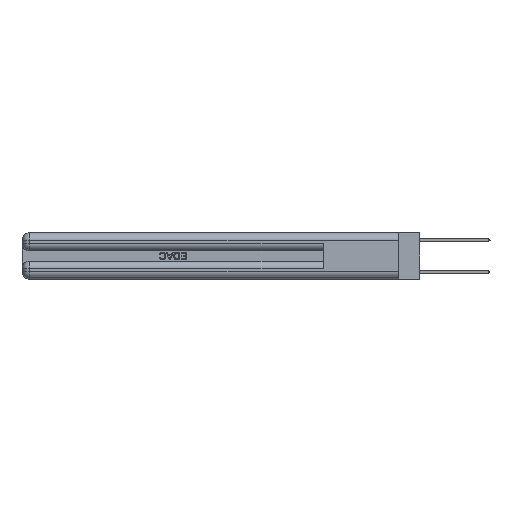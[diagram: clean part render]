
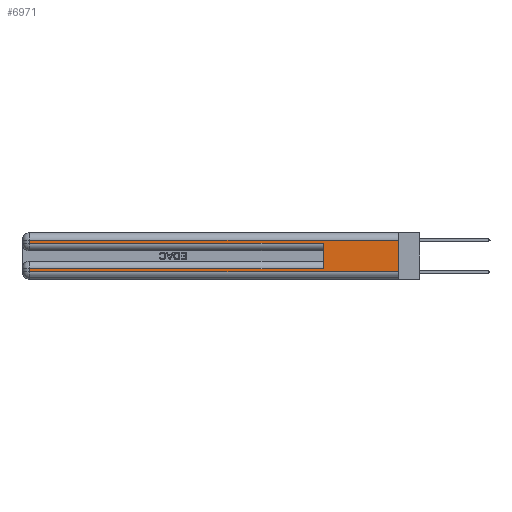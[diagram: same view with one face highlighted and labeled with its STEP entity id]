
A CAD part, left-side view. The second image highlights one B-rep face of the part: STEP entity #6971.
In plain terms, the highlighted planar face has unit normal (-1, 0, 0).
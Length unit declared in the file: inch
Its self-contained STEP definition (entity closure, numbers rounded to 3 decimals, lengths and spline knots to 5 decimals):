
#1077 = DIRECTION ( 'NONE',  ( 0., 0., -1. ) ) ;
#1375 = VECTOR ( 'NONE', #1077, 39.37008 ) ;
#1393 = EDGE_CURVE ( 'NONE', #16468, #15995, #9998, .T. ) ;
#1409 = VECTOR ( 'NONE', #14016, 39.37008 ) ;
#1770 = VERTEX_POINT ( 'NONE', #7190 ) ;
#2309 = DIRECTION ( 'NONE',  ( 0., -1., 0. ) ) ;
#2413 = EDGE_CURVE ( 'NONE', #2460, #25189, #9930, .T. ) ;
#2460 = VERTEX_POINT ( 'NONE', #18342 ) ;
#3346 = EDGE_CURVE ( 'NONE', #23119, #25189, #28984, .T. ) ;
#3749 = ORIENTED_EDGE ( 'NONE', *, *, #3346, .F. ) ;
#4141 = CARTESIAN_POINT ( 'NONE',  ( 0., 2.94, 0.085 ) ) ;
#5510 = PLANE ( 'NONE',  #9398 ) ;
#5686 = CARTESIAN_POINT ( 'NONE',  ( 0., 0.6, 0.145 ) ) ;
#6971 = ADVANCED_FACE ( 'NONE', ( #22022 ), #5510, .F. ) ;
#7190 = CARTESIAN_POINT ( 'NONE',  ( 0., 0., 0.06 ) ) ;
#7278 = CARTESIAN_POINT ( 'NONE',  ( 0., 0., 0.285 ) ) ;
#7904 = ORIENTED_EDGE ( 'NONE', *, *, #34752, .T. ) ;
#8467 = CARTESIAN_POINT ( 'NONE',  ( 0., 0., 0.085 ) ) ;
#8900 = DIRECTION ( 'NONE',  ( 0., 1., 0. ) ) ;
#9398 = AXIS2_PLACEMENT_3D ( 'NONE', #24306, #24190, #27005 ) ;
#9481 = ORIENTED_EDGE ( 'NONE', *, *, #20863, .T. ) ;
#9930 = LINE ( 'NONE', #7278, #13912 ) ;
#9998 = LINE ( 'NONE', #11100, #23429 ) ;
#10184 = EDGE_CURVE ( 'NONE', #23119, #16468, #22890, .T. ) ;
#10499 = CARTESIAN_POINT ( 'NONE',  ( 0., 0., 0.37 ) ) ;
#11100 = CARTESIAN_POINT ( 'NONE',  ( 0., 2.94, 0.37 ) ) ;
#11909 = LINE ( 'NONE', #10499, #31646 ) ;
#13835 = ORIENTED_EDGE ( 'NONE', *, *, #10184, .T. ) ;
#13912 = VECTOR ( 'NONE', #20833, 39.37008 ) ;
#14016 = DIRECTION ( 'NONE',  ( 0., 1., 0. ) ) ;
#14863 = VECTOR ( 'NONE', #8900, 39.37008 ) ;
#15372 = ORIENTED_EDGE ( 'NONE', *, *, #1393, .T. ) ;
#15995 = VERTEX_POINT ( 'NONE', #31401 ) ;
#16153 = CARTESIAN_POINT ( 'NONE',  ( 0., 0., 0.31 ) ) ;
#16468 = VERTEX_POINT ( 'NONE', #4141 ) ;
#16516 = DIRECTION ( 'NONE',  ( 0., 0., -1. ) ) ;
#17155 = CARTESIAN_POINT ( 'NONE',  ( 0., 0.6, 0.085 ) ) ;
#18114 = ORIENTED_EDGE ( 'NONE', *, *, #21917, .F. ) ;
#18342 = CARTESIAN_POINT ( 'NONE',  ( 0., 2.94, 0.285 ) ) ;
#19681 = EDGE_LOOP ( 'NONE', ( #18114, #9481, #26260, #21242, #3749, #13835, #15372, #7904 ) ) ;
#19756 = VECTOR ( 'NONE', #2309, 39.37008 ) ;
#20833 = DIRECTION ( 'NONE',  ( 0., -1., 0. ) ) ;
#20863 = EDGE_CURVE ( 'NONE', #29792, #33698, #34595, .T. ) ;
#21242 = ORIENTED_EDGE ( 'NONE', *, *, #2413, .T. ) ;
#21559 = EDGE_CURVE ( 'NONE', #33698, #2460, #22863, .T. ) ;
#21800 = DIRECTION ( 'NONE',  ( 0., 0., 1. ) ) ;
#21917 = EDGE_CURVE ( 'NONE', #29792, #1770, #11909, .T. ) ;
#22022 = FACE_OUTER_BOUND ( 'NONE', #19681, .T. ) ;
#22504 = CARTESIAN_POINT ( 'NONE',  ( 0., 2.94, 0.37 ) ) ;
#22678 = VECTOR ( 'NONE', #21800, 39.37008 ) ;
#22863 = LINE ( 'NONE', #22504, #1375 ) ;
#22890 = LINE ( 'NONE', #8467, #1409 ) ;
#23119 = VERTEX_POINT ( 'NONE', #17155 ) ;
#23429 = VECTOR ( 'NONE', #16516, 39.37008 ) ;
#24190 = DIRECTION ( 'NONE',  ( 1., 0., 0. ) ) ;
#24306 = CARTESIAN_POINT ( 'NONE',  ( 0., 0., 0.37 ) ) ;
#24884 = CARTESIAN_POINT ( 'NONE',  ( 0., 0., 0.31 ) ) ;
#25189 = VERTEX_POINT ( 'NONE', #31471 ) ;
#26183 = CARTESIAN_POINT ( 'NONE',  ( 0., 2.94, 0.31 ) ) ;
#26260 = ORIENTED_EDGE ( 'NONE', *, *, #21559, .T. ) ;
#27005 = DIRECTION ( 'NONE',  ( 0., 0., -1. ) ) ;
#28984 = LINE ( 'NONE', #5686, #22678 ) ;
#29792 = VERTEX_POINT ( 'NONE', #16153 ) ;
#31401 = CARTESIAN_POINT ( 'NONE',  ( 0., 2.94, 0.06 ) ) ;
#31471 = CARTESIAN_POINT ( 'NONE',  ( 0., 0.6, 0.285 ) ) ;
#31646 = VECTOR ( 'NONE', #31969, 39.37008 ) ;
#31969 = DIRECTION ( 'NONE',  ( 0., 0., -1. ) ) ;
#33698 = VERTEX_POINT ( 'NONE', #26183 ) ;
#33995 = LINE ( 'NONE', #34498, #19756 ) ;
#34498 = CARTESIAN_POINT ( 'NONE',  ( 0., 0., 0.06 ) ) ;
#34595 = LINE ( 'NONE', #24884, #14863 ) ;
#34752 = EDGE_CURVE ( 'NONE', #15995, #1770, #33995, .T. ) ;
